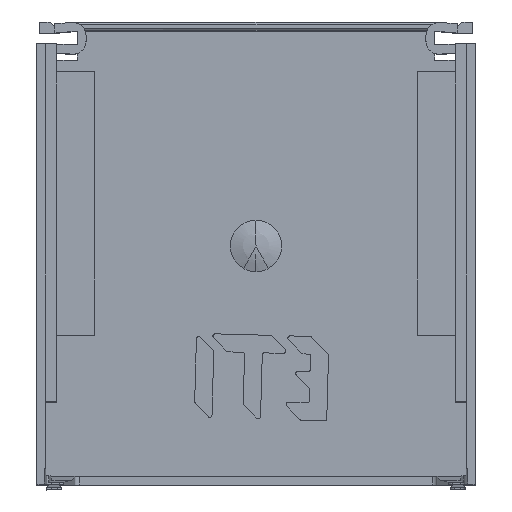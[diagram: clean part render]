
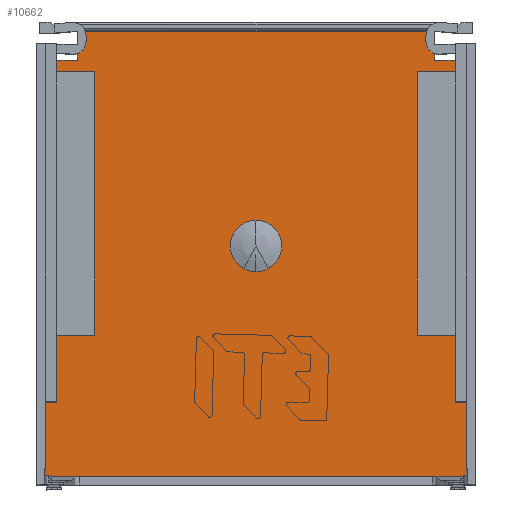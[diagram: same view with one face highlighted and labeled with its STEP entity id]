
A CAD part, top view. The second image highlights one B-rep face of the part: STEP entity #10662.
In plain terms, the highlighted planar face has unit normal (0, 0, 1).
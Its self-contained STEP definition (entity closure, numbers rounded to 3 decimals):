
#4092=DIRECTION('',(0.,1.,0.));
#4093=VECTOR('',#4092,1.135);
#4094=CARTESIAN_POINT('',(38.,0.774,2.));
#4095=LINE('',#4094,#4093);
#4637=DIRECTION('',(1.,0.,0.));
#4638=VECTOR('',#4637,94.);
#4639=CARTESIAN_POINT('',(-47.,-96.5,2.));
#4640=LINE('',#4639,#4638);
#5132=DIRECTION('',(0.,-1.,0.));
#5133=VECTOR('',#5132,2.5);
#5134=CARTESIAN_POINT('',(-44.5,-3.5,2.));
#5135=LINE('',#5134,#5133);
#5153=DIRECTION('',(0.,-1.,0.));
#5154=VECTOR('',#5153,15.);
#5155=CARTESIAN_POINT('',(-44.5,-65.,2.));
#5156=LINE('',#5155,#5154);
#5174=DIRECTION('',(1.,0.,0.));
#5175=VECTOR('',#5174,4.5);
#5176=CARTESIAN_POINT('',(40.,-3.5,2.));
#5177=LINE('',#5176,#5175);
#5181=DIRECTION('',(0.,-1.,0.));
#5182=VECTOR('',#5181,2.5);
#5183=CARTESIAN_POINT('',(44.5,-3.5,2.));
#5184=LINE('',#5183,#5182);
#5188=DIRECTION('',(-1.,0.,0.));
#5189=VECTOR('',#5188,8.5);
#5190=CARTESIAN_POINT('',(44.5,-6.,2.));
#5191=LINE('',#5190,#5189);
#5195=DIRECTION('',(0.,-1.,0.));
#5196=VECTOR('',#5195,59.);
#5197=CARTESIAN_POINT('',(36.,-6.,2.));
#5198=LINE('',#5197,#5196);
#5202=DIRECTION('',(0.,-1.,0.));
#5203=VECTOR('',#5202,15.);
#5204=CARTESIAN_POINT('',(44.5,-65.,2.));
#5205=LINE('',#5204,#5203);
#5209=DIRECTION('',(0.,1.,0.));
#5210=VECTOR('',#5209,16.5);
#5211=CARTESIAN_POINT('',(-47.,-96.5,2.));
#5212=LINE('',#5211,#5210);
#5216=DIRECTION('',(1.,0.,0.));
#5217=VECTOR('',#5216,2.5);
#5218=CARTESIAN_POINT('',(-47.,-80.,2.));
#5219=LINE('',#5218,#5217);
#5223=DIRECTION('',(1.,0.,0.));
#5224=VECTOR('',#5223,8.5);
#5225=CARTESIAN_POINT('',(-44.5,-65.,2.));
#5226=LINE('',#5225,#5224);
#5230=DIRECTION('',(0.,1.,0.));
#5231=VECTOR('',#5230,1.445);
#5232=CARTESIAN_POINT('',(-40.,-3.5,2.));
#5233=LINE('',#5232,#5231);
#5237=CARTESIAN_POINT('',(-41.,0.774,2.));
#5238=DIRECTION('',(0.,0.,1.));
#5239=DIRECTION('',(0.333,-0.943,0.));
#5240=AXIS2_PLACEMENT_3D('',#5237,#5238,#5239);
#5245=DIRECTION('',(0.,1.,0.));
#5246=VECTOR('',#5245,1.135);
#5247=CARTESIAN_POINT('',(-38.,0.774,2.));
#5248=LINE('',#5247,#5246);
#5252=CARTESIAN_POINT('',(-41.,1.909,2.));
#5253=DIRECTION('',(0.,0.,1.));
#5254=DIRECTION('',(1.,0.,0.));
#5255=AXIS2_PLACEMENT_3D('',#5252,#5253,#5254);
#5260=DIRECTION('',(1.,0.,0.));
#5261=VECTOR('',#5260,76.411);
#5262=CARTESIAN_POINT('',(-38.206,3.,2.));
#5263=LINE('',#5262,#5261);
#5267=CARTESIAN_POINT('',(41.,1.909,2.));
#5268=DIRECTION('',(0.,0.,1.));
#5269=DIRECTION('',(-0.931,0.364,0.));
#5270=AXIS2_PLACEMENT_3D('',#5267,#5268,#5269);
#5275=CARTESIAN_POINT('',(41.,0.774,2.));
#5276=DIRECTION('',(0.,0.,1.));
#5277=DIRECTION('',(-1.,0.,0.));
#5278=AXIS2_PLACEMENT_3D('',#5275,#5276,#5277);
#5283=CARTESIAN_POINT('',(0.,-45.,2.));
#5284=DIRECTION('',(0.,0.,1.));
#5285=DIRECTION('',(-0.479,-0.878,0.));
#5286=AXIS2_PLACEMENT_3D('',#5283,#5284,#5285);
#5291=CARTESIAN_POINT('',(0.,-45.,2.));
#5292=DIRECTION('',(0.,0.,1.));
#5293=DIRECTION('',(0.,-1.,0.));
#5294=AXIS2_PLACEMENT_3D('',#5291,#5292,#5293);
#5299=CARTESIAN_POINT('',(0.,-45.,2.));
#5300=DIRECTION('',(0.,0.,1.));
#5301=DIRECTION('',(0.479,-0.878,0.));
#5302=AXIS2_PLACEMENT_3D('',#5299,#5300,#5301);
#5307=CARTESIAN_POINT('',(0.,-45.,2.));
#5308=DIRECTION('',(0.,0.,1.));
#5309=DIRECTION('',(0.,1.,0.));
#5310=AXIS2_PLACEMENT_3D('',#5307,#5308,#5309);
#5421=DIRECTION('',(0.,1.,0.));
#5422=VECTOR('',#5421,16.5);
#5423=CARTESIAN_POINT('',(47.,-96.5,2.));
#5424=LINE('',#5423,#5422);
#5519=DIRECTION('',(-1.,0.,0.));
#5520=VECTOR('',#5519,2.5);
#5521=CARTESIAN_POINT('',(47.,-80.,2.));
#5522=LINE('',#5521,#5520);
#5526=DIRECTION('',(-1.,0.,0.));
#5527=VECTOR('',#5526,8.5);
#5528=CARTESIAN_POINT('',(44.5,-65.,2.));
#5529=LINE('',#5528,#5527);
#5830=DIRECTION('',(0.,-1.,0.));
#5831=VECTOR('',#5830,59.);
#5832=CARTESIAN_POINT('',(-36.,-6.,2.));
#5833=LINE('',#5832,#5831);
#5858=DIRECTION('',(1.,0.,0.));
#5859=VECTOR('',#5858,8.5);
#5860=CARTESIAN_POINT('',(-44.5,-6.,2.));
#5861=LINE('',#5860,#5859);
#5865=DIRECTION('',(-1.,0.,0.));
#5866=VECTOR('',#5865,4.5);
#5867=CARTESIAN_POINT('',(-40.,-3.5,2.));
#5868=LINE('',#5867,#5866);
#6499=DIRECTION('',(0.,1.,0.));
#6500=VECTOR('',#6499,1.445);
#6501=CARTESIAN_POINT('',(40.,-3.5,2.));
#6502=LINE('',#6501,#6500);
#8340=CARTESIAN_POINT('',(38.,1.909,2.));
#8342=VERTEX_POINT('',#8340);
#8343=CARTESIAN_POINT('',(38.206,3.,2.));
#8344=VERTEX_POINT('',#8343);
#8355=CARTESIAN_POINT('',(38.,0.774,2.));
#8357=VERTEX_POINT('',#8355);
#8363=CARTESIAN_POINT('',(40.,-2.055,2.));
#8364=VERTEX_POINT('',#8363);
#8391=CARTESIAN_POINT('',(44.5,-3.5,2.));
#8392=VERTEX_POINT('',#8391);
#8393=CARTESIAN_POINT('',(40.,-3.5,2.));
#8394=VERTEX_POINT('',#8393);
#8517=CARTESIAN_POINT('',(-47.,-96.5,2.));
#8518=VERTEX_POINT('',#8517);
#8519=CARTESIAN_POINT('',(47.,-96.5,2.));
#8520=VERTEX_POINT('',#8519);
#8596=CARTESIAN_POINT('',(-44.5,-80.,2.));
#8597=VERTEX_POINT('',#8596);
#8608=CARTESIAN_POINT('',(-44.5,-3.5,2.));
#8609=VERTEX_POINT('',#8608);
#8610=CARTESIAN_POINT('',(-44.5,-6.,2.));
#8611=VERTEX_POINT('',#8610);
#8616=CARTESIAN_POINT('',(-44.5,-65.,2.));
#8617=VERTEX_POINT('',#8616);
#8618=CARTESIAN_POINT('',(-47.,-80.,2.));
#8619=VERTEX_POINT('',#8618);
#8620=CARTESIAN_POINT('',(44.5,-6.,2.));
#8621=VERTEX_POINT('',#8620);
#8622=CARTESIAN_POINT('',(36.,-6.,2.));
#8623=VERTEX_POINT('',#8622);
#8624=CARTESIAN_POINT('',(36.,-65.,2.));
#8625=VERTEX_POINT('',#8624);
#8626=CARTESIAN_POINT('',(44.5,-65.,2.));
#8627=VERTEX_POINT('',#8626);
#8628=CARTESIAN_POINT('',(44.5,-80.,2.));
#8629=VERTEX_POINT('',#8628);
#8630=CARTESIAN_POINT('',(47.,-80.,2.));
#8631=VERTEX_POINT('',#8630);
#8632=CARTESIAN_POINT('',(-36.,-65.,2.));
#8633=VERTEX_POINT('',#8632);
#8634=CARTESIAN_POINT('',(-36.,-6.,2.));
#8635=VERTEX_POINT('',#8634);
#8636=CARTESIAN_POINT('',(-40.,-3.5,2.));
#8637=VERTEX_POINT('',#8636);
#8638=CARTESIAN_POINT('',(-40.,-2.055,2.));
#8639=VERTEX_POINT('',#8638);
#8640=CARTESIAN_POINT('',(-38.,0.774,2.));
#8641=VERTEX_POINT('',#8640);
#8642=CARTESIAN_POINT('',(-38.,1.909,2.));
#8643=VERTEX_POINT('',#8642);
#8644=CARTESIAN_POINT('',(-38.206,3.,2.));
#8645=VERTEX_POINT('',#8644);
#8646=CARTESIAN_POINT('',(-2.754,-50.041,
2.));
#8647=CARTESIAN_POINT('',(0.,-50.745,
2.));
#8648=VERTEX_POINT('',#8646);
#8649=VERTEX_POINT('',#8647);
#8650=CARTESIAN_POINT('',(2.754,-50.041,2.));
#8651=VERTEX_POINT('',#8650);
#8652=CARTESIAN_POINT('',(0.,-39.255,2.));
#8653=VERTEX_POINT('',#8652);
#10601=CARTESIAN_POINT('',(0.,0.,2.));
#10602=DIRECTION('',(0.,0.,-1.));
#10603=DIRECTION('',(1.,0.,0.));
#10604=AXIS2_PLACEMENT_3D('',#10601,#10602,#10603);
#10605=PLANE('',#10604);
#10606=ORIENTED_EDGE('',*,*,#9614,.T.);
#10608=ORIENTED_EDGE('',*,*,#10607,.T.);
#10610=ORIENTED_EDGE('',*,*,#10609,.T.);
#10612=ORIENTED_EDGE('',*,*,#10611,.T.);
#10614=ORIENTED_EDGE('',*,*,#10613,.F.);
#10616=ORIENTED_EDGE('',*,*,#10615,.T.);
#10618=ORIENTED_EDGE('',*,*,#10617,.F.);
#10620=ORIENTED_EDGE('',*,*,#10619,.F.);
#10621=ORIENTED_EDGE('',*,*,#10003,.F.);
#10623=ORIENTED_EDGE('',*,*,#10622,.T.);
#10624=ORIENTED_EDGE('',*,*,#10587,.T.);
#10625=ORIENTED_EDGE('',*,*,#10568,.F.);
#10627=ORIENTED_EDGE('',*,*,#10626,.T.);
#10629=ORIENTED_EDGE('',*,*,#10628,.F.);
#10631=ORIENTED_EDGE('',*,*,#10630,.F.);
#10632=ORIENTED_EDGE('',*,*,#10560,.F.);
#10634=ORIENTED_EDGE('',*,*,#10633,.F.);
#10636=ORIENTED_EDGE('',*,*,#10635,.T.);
#10638=ORIENTED_EDGE('',*,*,#10637,.T.);
#10640=ORIENTED_EDGE('',*,*,#10639,.T.);
#10642=ORIENTED_EDGE('',*,*,#10641,.T.);
#10644=ORIENTED_EDGE('',*,*,#10643,.T.);
#10645=ORIENTED_EDGE('',*,*,#9442,.T.);
#10646=ORIENTED_EDGE('',*,*,#9479,.F.);
#10647=ORIENTED_EDGE('',*,*,#9503,.T.);
#10649=ORIENTED_EDGE('',*,*,#10648,.F.);
#10650=EDGE_LOOP('',(#10606,#10608,#10610,#10612,#10614,#10616,#10618,#10620,
#10621,#10623,#10624,#10625,#10627,#10629,#10631,#10632,#10634,#10636,#10638,
#10640,#10642,#10644,#10645,#10646,#10647,#10649));
#10651=FACE_OUTER_BOUND('',#10650,.F.);
#10653=ORIENTED_EDGE('',*,*,#10652,.T.);
#10655=ORIENTED_EDGE('',*,*,#10654,.T.);
#10657=ORIENTED_EDGE('',*,*,#10656,.T.);
#10659=ORIENTED_EDGE('',*,*,#10658,.T.);
#10660=EDGE_LOOP('',(#10653,#10655,#10657,#10659));
#10661=FACE_BOUND('',#10660,.F.);
#5241=CIRCLE('',#5240,3.);
#5256=CIRCLE('',#5255,3.);
#5271=CIRCLE('',#5270,3.);
#5279=CIRCLE('',#5278,3.);
#5287=CIRCLE('',#5286,5.745);
#5295=CIRCLE('',#5294,5.745);
#5303=CIRCLE('',#5302,5.745);
#5311=CIRCLE('',#5310,5.745);
#9442=EDGE_CURVE('',#8344,#8342,#5271,.T.);
#9479=EDGE_CURVE('',#8357,#8342,#4095,.T.);
#9503=EDGE_CURVE('',#8357,#8364,#5279,.T.);
#9614=EDGE_CURVE('',#8394,#8392,#5177,.T.);
#10003=EDGE_CURVE('',#8518,#8520,#4640,.T.);
#10560=EDGE_CURVE('',#8609,#8611,#5135,.T.);
#10568=EDGE_CURVE('',#8617,#8597,#5156,.T.);
#10587=EDGE_CURVE('',#8619,#8597,#5219,.T.);
#10607=EDGE_CURVE('',#8392,#8621,#5184,.T.);
#10609=EDGE_CURVE('',#8621,#8623,#5191,.T.);
#10611=EDGE_CURVE('',#8623,#8625,#5198,.T.);
#10613=EDGE_CURVE('',#8627,#8625,#5529,.T.);
#10615=EDGE_CURVE('',#8627,#8629,#5205,.T.);
#10617=EDGE_CURVE('',#8631,#8629,#5522,.T.);
#10619=EDGE_CURVE('',#8520,#8631,#5424,.T.);
#10622=EDGE_CURVE('',#8518,#8619,#5212,.T.);
#10626=EDGE_CURVE('',#8617,#8633,#5226,.T.);
#10628=EDGE_CURVE('',#8635,#8633,#5833,.T.);
#10630=EDGE_CURVE('',#8611,#8635,#5861,.T.);
#10633=EDGE_CURVE('',#8637,#8609,#5868,.T.);
#10635=EDGE_CURVE('',#8637,#8639,#5233,.T.);
#10637=EDGE_CURVE('',#8639,#8641,#5241,.T.);
#10639=EDGE_CURVE('',#8641,#8643,#5248,.T.);
#10641=EDGE_CURVE('',#8643,#8645,#5256,.T.);
#10643=EDGE_CURVE('',#8645,#8344,#5263,.T.);
#10648=EDGE_CURVE('',#8394,#8364,#6502,.T.);
#10652=EDGE_CURVE('',#8648,#8649,#5287,.T.);
#10654=EDGE_CURVE('',#8649,#8651,#5295,.T.);
#10656=EDGE_CURVE('',#8651,#8653,#5303,.T.);
#10658=EDGE_CURVE('',#8653,#8648,#5311,.T.);
#10662=ADVANCED_FACE('',(#10651,#10661),#10605,.F.);
